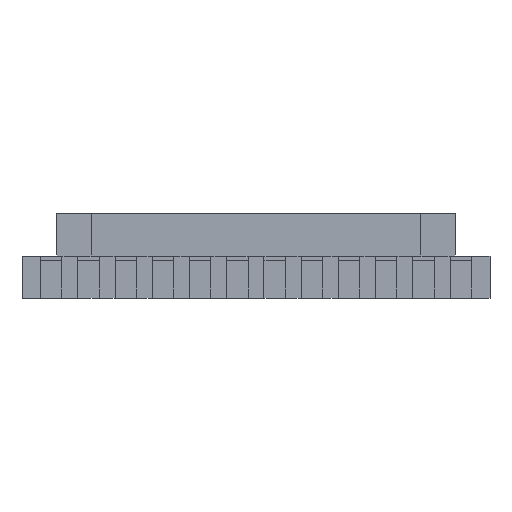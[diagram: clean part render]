
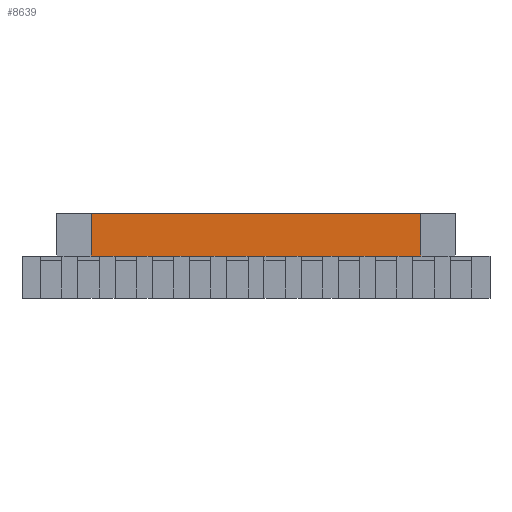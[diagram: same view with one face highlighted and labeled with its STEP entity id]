
A CAD part, front view. The second image highlights one B-rep face of the part: STEP entity #8639.
In plain terms, the highlighted free-form (B-spline) face has degree [1, 1] with [2, 2] control points.
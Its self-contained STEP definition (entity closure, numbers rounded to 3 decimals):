
#757 = VERTEX_POINT('',#758);
#758 = CARTESIAN_POINT('',(-1.478,-8.202,1.8));
#763 = EDGE_CURVE('',#757,#764,#766,.T.);
#764 = VERTEX_POINT('',#765);
#765 = CARTESIAN_POINT('',(5.569,-8.202,1.8));
#766 = B_SPLINE_CURVE_WITH_KNOTS('',1,(#767,#768),.UNSPECIFIED.,.F.,.F.,
  (2,2),(0.,6.2),.PIECEWISE_BEZIER_KNOTS.);
#767 = CARTESIAN_POINT('',(-1.478,-8.202,1.8));
#768 = CARTESIAN_POINT('',(5.569,-8.202,1.8));
#2403 = EDGE_CURVE('',#2404,#2406,#2408,.T.);
#2404 = VERTEX_POINT('',#2405);
#2405 = CARTESIAN_POINT('',(-1.478,-8.202,0.9));
#2406 = VERTEX_POINT('',#2407);
#2407 = CARTESIAN_POINT('',(5.569,-8.202,0.9));
#2408 = B_SPLINE_CURVE_WITH_KNOTS('',1,(#2409,#2410),.UNSPECIFIED.,.F.,
  .F.,(2,2),(0.,6.2),.PIECEWISE_BEZIER_KNOTS.);
#2409 = CARTESIAN_POINT('',(-1.478,-8.202,0.9));
#2410 = CARTESIAN_POINT('',(5.569,-8.202,0.9));
#8624 = EDGE_CURVE('',#757,#2404,#8625,.T.);
#8625 = B_SPLINE_CURVE_WITH_KNOTS('',1,(#8626,#8627),.UNSPECIFIED.,.F.,
  .F.,(2,2),(-0.,0.9),.PIECEWISE_BEZIER_KNOTS.);
#8626 = CARTESIAN_POINT('',(-1.478,-8.202,1.8));
#8627 = CARTESIAN_POINT('',(-1.478,-8.202,0.9));
#8639 = ADVANCED_FACE('',(#8640),#8650,.F.);
#8640 = FACE_BOUND('',#8641,.T.);
#8641 = EDGE_LOOP('',(#8642,#8643,#8648,#8649));
#8642 = ORIENTED_EDGE('',*,*,#2403,.T.);
#8643 = ORIENTED_EDGE('',*,*,#8644,.F.);
#8644 = EDGE_CURVE('',#764,#2406,#8645,.T.);
#8645 = B_SPLINE_CURVE_WITH_KNOTS('',1,(#8646,#8647),.UNSPECIFIED.,.F.,
  .F.,(2,2),(-0.,0.9),.PIECEWISE_BEZIER_KNOTS.);
#8646 = CARTESIAN_POINT('',(5.569,-8.202,1.8));
#8647 = CARTESIAN_POINT('',(5.569,-8.202,0.9));
#8648 = ORIENTED_EDGE('',*,*,#763,.F.);
#8649 = ORIENTED_EDGE('',*,*,#8624,.T.);
#8650 = B_SPLINE_SURFACE_WITH_KNOTS('',1,1,(
    (#8651,#8652)
    ,(#8653,#8654
    )),.UNSPECIFIED.,.F.,.F.,.F.,(2,2),(2,2),(-0.9,0.),(0.,6.2),
  .PIECEWISE_BEZIER_KNOTS.);
#8651 = CARTESIAN_POINT('',(-1.478,-8.202,0.9));
#8652 = CARTESIAN_POINT('',(5.569,-8.202,0.9));
#8653 = CARTESIAN_POINT('',(-1.478,-8.202,1.8));
#8654 = CARTESIAN_POINT('',(5.569,-8.202,1.8));
